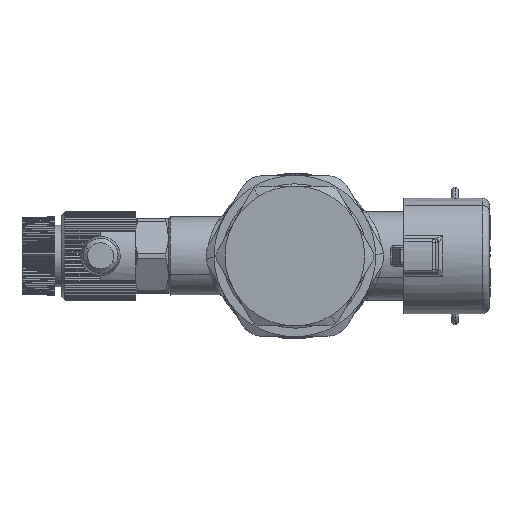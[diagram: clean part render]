
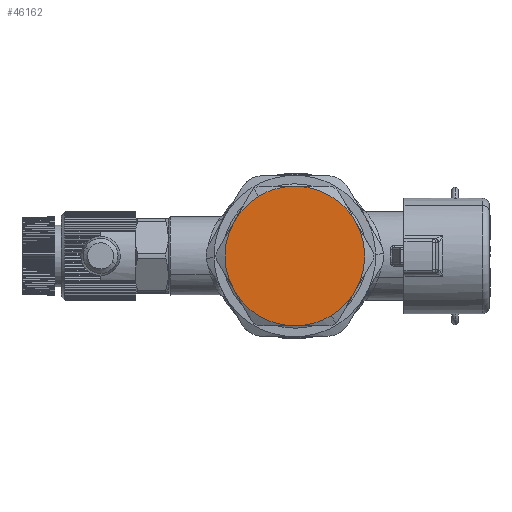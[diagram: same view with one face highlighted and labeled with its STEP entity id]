
A CAD part, left-side view. The second image highlights one B-rep face of the part: STEP entity #46162.
In plain terms, the highlighted planar face has unit normal (-1, 0, 0).
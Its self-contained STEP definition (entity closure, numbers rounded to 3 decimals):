
#46091=CARTESIAN_POINT('Axis2P3D Location',(-64.5,13.856,8.)) ;
#46096=CARTESIAN_POINT('Axis2P3D Location',(-64.5,0.,0.)) ;
#46100=CARTESIAN_POINT('Vertex',(-64.5,-13.856,-8.)) ;
#46102=CARTESIAN_POINT('Vertex',(-64.5,-8.325,-13.664)) ;
#46105=CARTESIAN_POINT('Axis2P3D Location',(-64.5,0.,0.)) ;
#46109=CARTESIAN_POINT('Vertex',(-64.5,-13.856,8.)) ;
#46112=CARTESIAN_POINT('Axis2P3D Location',(-64.5,0.,0.)) ;
#46116=CARTESIAN_POINT('Vertex',(-64.5,0.,16.)) ;
#46119=CARTESIAN_POINT('Axis2P3D Location',(-64.5,0.,0.)) ;
#46123=CARTESIAN_POINT('Vertex',(-64.5,8.325,13.664)) ;
#46126=CARTESIAN_POINT('Axis2P3D Location',(-64.5,0.,0.)) ;
#46130=CARTESIAN_POINT('Vertex',(-64.5,13.856,8.)) ;
#46133=CARTESIAN_POINT('Axis2P3D Location',(-64.5,0.,0.)) ;
#46137=CARTESIAN_POINT('Vertex',(-64.5,13.856,-8.)) ;
#46140=CARTESIAN_POINT('Axis2P3D Location',(-64.5,0.,0.)) ;
#46144=CARTESIAN_POINT('Vertex',(-64.5,0.,-16.)) ;
#46147=CARTESIAN_POINT('Axis2P3D Location',(-64.5,0.,0.)) ;
#46092=DIRECTION('Axis2P3D Direction',(1.,0.,0.)) ;
#46093=DIRECTION('Axis2P3D XDirection',(0.,0.5,-0.866)) ;
#46097=DIRECTION('Axis2P3D Direction',(1.,0.,0.)) ;
#46106=DIRECTION('Axis2P3D Direction',(1.,0.,0.)) ;
#46113=DIRECTION('Axis2P3D Direction',(1.,0.,0.)) ;
#46120=DIRECTION('Axis2P3D Direction',(1.,0.,0.)) ;
#46127=DIRECTION('Axis2P3D Direction',(1.,0.,0.)) ;
#46134=DIRECTION('Axis2P3D Direction',(1.,0.,0.)) ;
#46141=DIRECTION('Axis2P3D Direction',(1.,0.,0.)) ;
#46148=DIRECTION('Axis2P3D Direction',(1.,0.,0.)) ;
#46094=AXIS2_PLACEMENT_3D('Plane Axis2P3D',#46091,#46092,#46093) ;
#46098=AXIS2_PLACEMENT_3D('Circle Axis2P3D',#46096,#46097,$) ;
#46107=AXIS2_PLACEMENT_3D('Circle Axis2P3D',#46105,#46106,$) ;
#46114=AXIS2_PLACEMENT_3D('Circle Axis2P3D',#46112,#46113,$) ;
#46121=AXIS2_PLACEMENT_3D('Circle Axis2P3D',#46119,#46120,$) ;
#46128=AXIS2_PLACEMENT_3D('Circle Axis2P3D',#46126,#46127,$) ;
#46135=AXIS2_PLACEMENT_3D('Circle Axis2P3D',#46133,#46134,$) ;
#46142=AXIS2_PLACEMENT_3D('Circle Axis2P3D',#46140,#46141,$) ;
#46149=AXIS2_PLACEMENT_3D('Circle Axis2P3D',#46147,#46148,$) ;
#46153=ORIENTED_EDGE('',*,*,#46104,.F.) ;
#46154=ORIENTED_EDGE('',*,*,#46111,.F.) ;
#46155=ORIENTED_EDGE('',*,*,#46118,.F.) ;
#46156=ORIENTED_EDGE('',*,*,#46125,.F.) ;
#46157=ORIENTED_EDGE('',*,*,#46132,.F.) ;
#46158=ORIENTED_EDGE('',*,*,#46139,.F.) ;
#46159=ORIENTED_EDGE('',*,*,#46146,.F.) ;
#46160=ORIENTED_EDGE('',*,*,#46151,.F.) ;
#46162=ADVANCED_FACE('PartBody',(#46161),#46095,.F.) ;
#46099=CIRCLE('generated circle',#46098,16.) ;
#46108=CIRCLE('generated circle',#46107,16.) ;
#46115=CIRCLE('generated circle',#46114,16.) ;
#46122=CIRCLE('generated circle',#46121,16.) ;
#46129=CIRCLE('generated circle',#46128,16.) ;
#46136=CIRCLE('generated circle',#46135,16.) ;
#46143=CIRCLE('generated circle',#46142,16.) ;
#46150=CIRCLE('generated circle',#46149,16.) ;
#46104=EDGE_CURVE('',#46101,#46103,#46099,.T.) ;
#46111=EDGE_CURVE('',#46110,#46101,#46108,.T.) ;
#46118=EDGE_CURVE('',#46117,#46110,#46115,.T.) ;
#46125=EDGE_CURVE('',#46124,#46117,#46122,.T.) ;
#46132=EDGE_CURVE('',#46131,#46124,#46129,.T.) ;
#46139=EDGE_CURVE('',#46138,#46131,#46136,.T.) ;
#46146=EDGE_CURVE('',#46145,#46138,#46143,.T.) ;
#46151=EDGE_CURVE('',#46103,#46145,#46150,.T.) ;
#46152=EDGE_LOOP('',(#46153,#46154,#46155,#46156,#46157,#46158,#46159,#46160)) ;
#46161=FACE_OUTER_BOUND('',#46152,.T.) ;
#46095=PLANE('',#46094) ;
#46101=VERTEX_POINT('',#46100) ;
#46103=VERTEX_POINT('',#46102) ;
#46110=VERTEX_POINT('',#46109) ;
#46117=VERTEX_POINT('',#46116) ;
#46124=VERTEX_POINT('',#46123) ;
#46131=VERTEX_POINT('',#46130) ;
#46138=VERTEX_POINT('',#46137) ;
#46145=VERTEX_POINT('',#46144) ;
